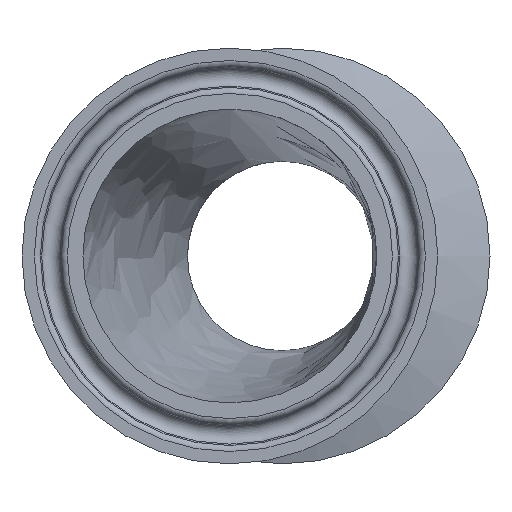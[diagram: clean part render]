
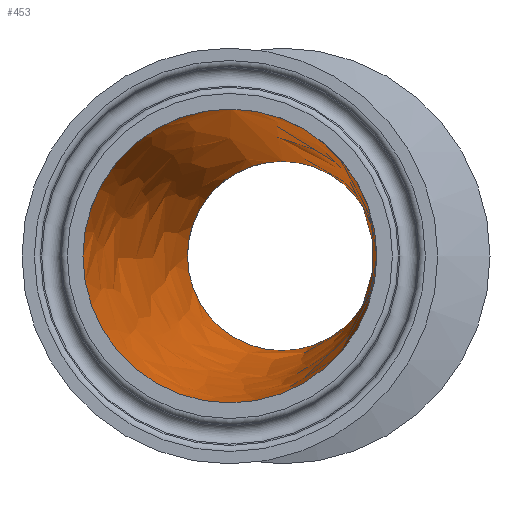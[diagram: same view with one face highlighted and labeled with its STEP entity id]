
A CAD part, left-side view. The second image highlights one B-rep face of the part: STEP entity #453.
In plain terms, the highlighted free-form (B-spline) face has degree [1, 2] with [2, 9] control points.
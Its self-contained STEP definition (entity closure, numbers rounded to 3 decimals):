
#15=B_SPLINE_CURVE_WITH_KNOTS('',1,(#868,#869),.UNSPECIFIED.,.F.,.F.,(2,
2),(0.001,3.455),.UNSPECIFIED.);
#17=(
BOUNDED_SURFACE()
B_SPLINE_SURFACE(1,2,((#846,#847,#848,#849,#850,#851,#852,#853,#854),(#855,
#856,#857,#858,#859,#860,#861,#862,#863)),.UNSPECIFIED.,.F.,.T.,.F.)
B_SPLINE_SURFACE_WITH_KNOTS((2,2),(3,2,2,2,3),(-0.103,3.52),
(-3.142,-1.571,0.,1.571,3.142),
 .UNSPECIFIED.)
GEOMETRIC_REPRESENTATION_ITEM()
RATIONAL_B_SPLINE_SURFACE(((1.,0.707,1.,0.707,1.,
0.707,1.,0.707,1.),(1.,0.707,1.,0.707,
1.,0.707,1.,0.707,1.)))
REPRESENTATION_ITEM('')
SURFACE()
);
#85=FACE_OUTER_BOUND('',#115,.T.);
#115=EDGE_LOOP('',(#395,#396,#397,#398,#399,#400,#401,#402));
#167=CIRCLE('',#547,17.85);
#168=CIRCLE('',#548,11.5);
#169=CIRCLE('',#549,11.5);
#170=CIRCLE('',#550,11.5);
#171=CIRCLE('',#551,17.85);
#172=CIRCLE('',#552,17.85);
#213=VERTEX_POINT('',#864);
#214=VERTEX_POINT('',#865);
#215=VERTEX_POINT('',#867);
#216=VERTEX_POINT('',#870);
#217=VERTEX_POINT('',#872);
#218=VERTEX_POINT('',#875);
#277=EDGE_CURVE('',#213,#214,#167,.T.);
#278=EDGE_CURVE('',#214,#215,#15,.T.);
#279=EDGE_CURVE('',#216,#215,#168,.T.);
#280=EDGE_CURVE('',#217,#216,#169,.T.);
#281=EDGE_CURVE('',#215,#217,#170,.T.);
#282=EDGE_CURVE('',#214,#218,#171,.T.);
#283=EDGE_CURVE('',#218,#213,#172,.T.);
#395=ORIENTED_EDGE('',*,*,#277,.T.);
#396=ORIENTED_EDGE('',*,*,#278,.T.);
#397=ORIENTED_EDGE('',*,*,#279,.F.);
#398=ORIENTED_EDGE('',*,*,#280,.F.);
#399=ORIENTED_EDGE('',*,*,#281,.F.);
#400=ORIENTED_EDGE('',*,*,#278,.F.);
#401=ORIENTED_EDGE('',*,*,#282,.T.);
#402=ORIENTED_EDGE('',*,*,#283,.T.);
#453=ADVANCED_FACE('',(#85),#17,.T.);
#547=AXIS2_PLACEMENT_3D('',#866,#707,#708);
#548=AXIS2_PLACEMENT_3D('',#871,#709,#710);
#549=AXIS2_PLACEMENT_3D('',#873,#711,#712);
#550=AXIS2_PLACEMENT_3D('',#874,#713,#714);
#551=AXIS2_PLACEMENT_3D('',#876,#715,#716);
#552=AXIS2_PLACEMENT_3D('',#877,#717,#718);
#707=DIRECTION('center_axis',(-1.,0.,0.));
#708=DIRECTION('ref_axis',(0.,0.,1.));
#709=DIRECTION('center_axis',(-1.,0.,0.));
#710=DIRECTION('ref_axis',(0.,0.,1.));
#711=DIRECTION('center_axis',(-1.,0.,0.));
#712=DIRECTION('ref_axis',(0.,0.,1.));
#713=DIRECTION('center_axis',(-1.,0.,0.));
#714=DIRECTION('ref_axis',(0.,0.,1.));
#715=DIRECTION('center_axis',(-1.,0.,0.));
#716=DIRECTION('ref_axis',(0.,0.,1.));
#717=DIRECTION('center_axis',(-1.,0.,0.));
#718=DIRECTION('ref_axis',(0.,0.,1.));
#846=CARTESIAN_POINT('Ctrl Pts',(1.162,0.,
18.04));
#847=CARTESIAN_POINT('Ctrl Pts',(-0.677,-17.85,18.04));
#848=CARTESIAN_POINT('Ctrl Pts',(-0.677,-17.85,0.));
#849=CARTESIAN_POINT('Ctrl Pts',(-0.677,-17.85,-18.04));
#850=CARTESIAN_POINT('Ctrl Pts',(1.162,0.,
-18.04));
#851=CARTESIAN_POINT('Ctrl Pts',(3.,17.85,-18.04));
#852=CARTESIAN_POINT('Ctrl Pts',(3.,17.85,0.));
#853=CARTESIAN_POINT('Ctrl Pts',(3.,17.85,18.04));
#854=CARTESIAN_POINT('Ctrl Pts',(1.162,0.,
18.04));
#855=CARTESIAN_POINT('Ctrl Pts',(65.16,-6.591,11.379));
#856=CARTESIAN_POINT('Ctrl Pts',(64.,-17.85,11.379));
#857=CARTESIAN_POINT('Ctrl Pts',(64.,-17.85,0.));
#858=CARTESIAN_POINT('Ctrl Pts',(64.,-17.85,-11.379));
#859=CARTESIAN_POINT('Ctrl Pts',(65.16,-6.591,-11.379));
#860=CARTESIAN_POINT('Ctrl Pts',(66.319,4.667,-11.379));
#861=CARTESIAN_POINT('Ctrl Pts',(66.319,4.667,0.));
#862=CARTESIAN_POINT('Ctrl Pts',(66.319,4.667,11.379));
#863=CARTESIAN_POINT('Ctrl Pts',(65.16,-6.591,11.379));
#864=CARTESIAN_POINT('',(3.,-17.85,0.));
#865=CARTESIAN_POINT('',(3.,-0.189,17.849));
#866=CARTESIAN_POINT('Origin',(3.,0.,0.));
#867=CARTESIAN_POINT('',(64.,-6.472,11.499));
#868=CARTESIAN_POINT('Ctrl Pts',(3.,-0.189,17.849));
#869=CARTESIAN_POINT('Ctrl Pts',(64.,-6.472,11.499));
#870=CARTESIAN_POINT('',(64.,-17.85,0.));
#871=CARTESIAN_POINT('Origin',(64.,-6.35,0.));
#872=CARTESIAN_POINT('',(64.,5.15,0.));
#873=CARTESIAN_POINT('Origin',(64.,-6.35,0.));
#874=CARTESIAN_POINT('Origin',(64.,-6.35,0.));
#875=CARTESIAN_POINT('',(3.,17.85,0.));
#876=CARTESIAN_POINT('Origin',(3.,0.,0.));
#877=CARTESIAN_POINT('Origin',(3.,0.,0.));
